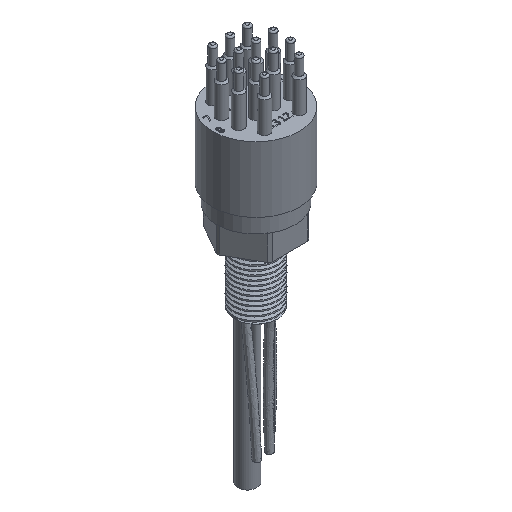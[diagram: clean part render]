
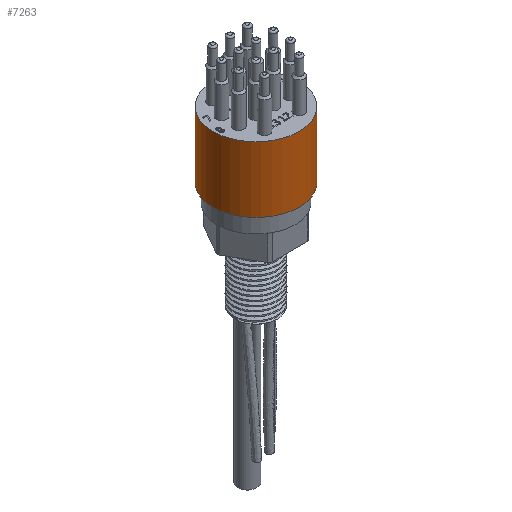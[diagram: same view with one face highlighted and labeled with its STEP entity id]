
A CAD part, isometric view. The second image highlights one B-rep face of the part: STEP entity #7263.
In plain terms, the highlighted cylindrical face has radius 12.5 mm (diameter 25 mm), a full revolution.
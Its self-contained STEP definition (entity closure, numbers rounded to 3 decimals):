
#1174=CYLINDRICAL_SURFACE($,#7588,12.5);
#1280=FACE_BOUND($,#2449,.T.);
#1490=CIRCLE($,#7438,12.5);
#1555=CIRCLE($,#7589,12.5);
#1956=FACE_OUTER_BOUND($,#2448,.T.);
#2448=EDGE_LOOP($,(#6307));
#2449=EDGE_LOOP($,(#6308));
#3336=VERTEX_POINT($,#14916);
#3425=VERTEX_POINT($,#15714);
#4273=EDGE_CURVE($,#3336,#3336,#1490,.T.);
#4389=EDGE_CURVE($,#3425,#3425,#1555,.T.);
#6307=ORIENTED_EDGE($,*,*,#4389,.T.);
#6308=ORIENTED_EDGE($,*,*,#4273,.T.);
#7263=ADVANCED_FACE($,(#1956,#1280),#1174,.T.);
#7438=AXIS2_PLACEMENT_3D($,#14917,#8446,#8447);
#7588=AXIS2_PLACEMENT_3D($,#15713,#8782,#8783);
#7589=AXIS2_PLACEMENT_3D($,#15715,#8784,#8785);
#8446=DIRECTION('center_axis',(0.,0.,-1.));
#8447=DIRECTION('ref_axis',(-1.,0.,0.));
#8782=DIRECTION('center_axis',(0.,0.,-1.));
#8783=DIRECTION('ref_axis',(-1.,0.,0.));
#8784=DIRECTION('center_axis',(0.,0.,1.));
#8785=DIRECTION('ref_axis',(-1.,0.,0.));
#14916=CARTESIAN_POINT('',(12.5,0.,14.));
#14917=CARTESIAN_POINT('Origin',(0.,0.,14.));
#15713=CARTESIAN_POINT('Origin',(0.,0.,14.));
#15714=CARTESIAN_POINT('',(12.5,0.,-5.));
#15715=CARTESIAN_POINT('Origin',(0.,0.,-5.));
